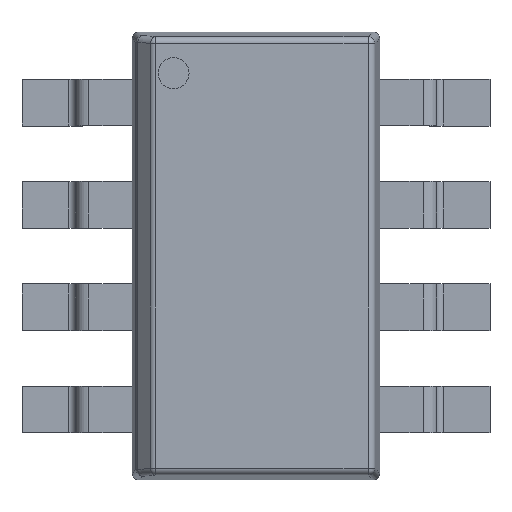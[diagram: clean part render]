
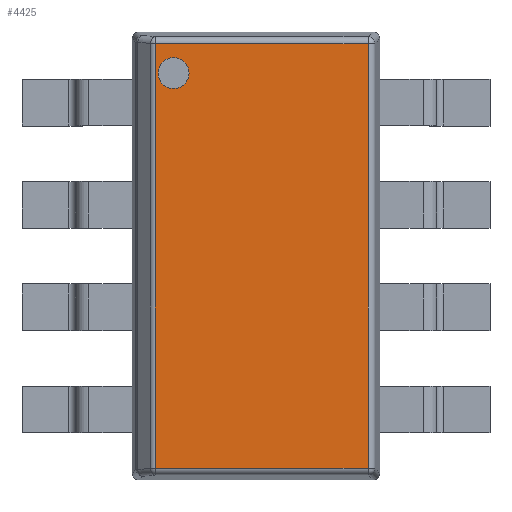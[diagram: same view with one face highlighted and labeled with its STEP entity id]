
A CAD part, top view. The second image highlights one B-rep face of the part: STEP entity #4425.
In plain terms, the highlighted planar face has unit normal (0, 0, 1).
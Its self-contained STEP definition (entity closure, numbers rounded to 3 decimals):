
#3466 = CYLINDRICAL_SURFACE('',#3467,0.1);
#3467 = AXIS2_PLACEMENT_3D('',#3468,#3469,#3470);
#3468 = CARTESIAN_POINT('',(0.3,0.173,1.6));
#3469 = DIRECTION('',(1.,0.,0.));
#3470 = DIRECTION('',(0.,-0.995,0.105));
#3615 = CYLINDRICAL_SURFACE('',#3616,0.1);
#3616 = AXIS2_PLACEMENT_3D('',#3617,#3618,#3619);
#3617 = CARTESIAN_POINT('',(0.3,6.527,1.6));
#3618 = DIRECTION('',(1.,0.,0.));
#3619 = DIRECTION('',(0.,0.995,0.105));
#3691 = CYLINDRICAL_SURFACE('',#3692,0.1);
#3692 = AXIS2_PLACEMENT_3D('',#3693,#3694,#3695);
#3693 = CARTESIAN_POINT('',(3.527,0.083,1.6));
#3694 = DIRECTION('',(0.,1.,0.));
#3695 = DIRECTION('',(0.995,0.,0.105));
#3994 = VERTEX_POINT('',#3995);
#3995 = CARTESIAN_POINT('',(3.527,0.173,1.7));
#4015 = EDGE_CURVE('',#4016,#3994,#4018,.T.);
#4016 = VERTEX_POINT('',#4017);
#4017 = CARTESIAN_POINT('',(0.341,0.173,1.7));
#4018 = SURFACE_CURVE('',#4019,(#4023,#4030),.PCURVE_S1.);
#4019 = LINE('',#4020,#4021);
#4020 = CARTESIAN_POINT('',(0.3,0.173,1.7));
#4021 = VECTOR('',#4022,1.);
#4022 = DIRECTION('',(1.,0.,0.));
#4023 = PCURVE('',#3466,#4024);
#4024 = DEFINITIONAL_REPRESENTATION('',(#4025),#4029);
#4025 = LINE('',#4026,#4027);
#4026 = CARTESIAN_POINT('',(4.817,0.));
#4027 = VECTOR('',#4028,1.);
#4028 = DIRECTION('',(0.,1.));
#4029 = ( GEOMETRIC_REPRESENTATION_CONTEXT(2) 
PARAMETRIC_REPRESENTATION_CONTEXT() REPRESENTATION_CONTEXT('2D SPACE',''
  ) );
#4030 = PCURVE('',#4031,#4036);
#4031 = PLANE('',#4032);
#4032 = AXIS2_PLACEMENT_3D('',#4033,#4034,#4035);
#4033 = CARTESIAN_POINT('',(0.,0.,1.7));
#4034 = DIRECTION('',(0.,0.,1.));
#4035 = DIRECTION('',(1.,0.,0.));
#4036 = DEFINITIONAL_REPRESENTATION('',(#4037),#4041);
#4037 = LINE('',#4038,#4039);
#4038 = CARTESIAN_POINT('',(0.3,0.173));
#4039 = VECTOR('',#4040,1.);
#4040 = DIRECTION('',(1.,0.));
#4041 = ( GEOMETRIC_REPRESENTATION_CONTEXT(2) 
PARAMETRIC_REPRESENTATION_CONTEXT() REPRESENTATION_CONTEXT('2D SPACE',''
  ) );
#4197 = VERTEX_POINT('',#4198);
#4198 = CARTESIAN_POINT('',(0.341,6.527,1.7));
#4235 = EDGE_CURVE('',#4197,#4236,#4238,.T.);
#4236 = VERTEX_POINT('',#4237);
#4237 = CARTESIAN_POINT('',(3.527,6.527,1.7));
#4238 = SURFACE_CURVE('',#4239,(#4243,#4250),.PCURVE_S1.);
#4239 = LINE('',#4240,#4241);
#4240 = CARTESIAN_POINT('',(0.3,6.527,1.7));
#4241 = VECTOR('',#4242,1.);
#4242 = DIRECTION('',(1.,0.,0.));
#4243 = PCURVE('',#3615,#4244);
#4244 = DEFINITIONAL_REPRESENTATION('',(#4245),#4249);
#4245 = LINE('',#4246,#4247);
#4246 = CARTESIAN_POINT('',(1.466,0.));
#4247 = VECTOR('',#4248,1.);
#4248 = DIRECTION('',(0.,1.));
#4249 = ( GEOMETRIC_REPRESENTATION_CONTEXT(2) 
PARAMETRIC_REPRESENTATION_CONTEXT() REPRESENTATION_CONTEXT('2D SPACE',''
  ) );
#4250 = PCURVE('',#4031,#4251);
#4251 = DEFINITIONAL_REPRESENTATION('',(#4252),#4256);
#4252 = LINE('',#4253,#4254);
#4253 = CARTESIAN_POINT('',(0.3,6.527));
#4254 = VECTOR('',#4255,1.);
#4255 = DIRECTION('',(1.,0.));
#4256 = ( GEOMETRIC_REPRESENTATION_CONTEXT(2) 
PARAMETRIC_REPRESENTATION_CONTEXT() REPRESENTATION_CONTEXT('2D SPACE',''
  ) );
#4301 = EDGE_CURVE('',#3994,#4236,#4302,.T.);
#4302 = SURFACE_CURVE('',#4303,(#4307,#4314),.PCURVE_S1.);
#4303 = LINE('',#4304,#4305);
#4304 = CARTESIAN_POINT('',(3.527,0.083,1.7));
#4305 = VECTOR('',#4306,1.);
#4306 = DIRECTION('',(0.,1.,0.));
#4307 = PCURVE('',#3691,#4308);
#4308 = DEFINITIONAL_REPRESENTATION('',(#4309),#4313);
#4309 = LINE('',#4310,#4311);
#4310 = CARTESIAN_POINT('',(4.817,0.));
#4311 = VECTOR('',#4312,1.);
#4312 = DIRECTION('',(0.,1.));
#4313 = ( GEOMETRIC_REPRESENTATION_CONTEXT(2) 
PARAMETRIC_REPRESENTATION_CONTEXT() REPRESENTATION_CONTEXT('2D SPACE',''
  ) );
#4314 = PCURVE('',#4031,#4315);
#4315 = DEFINITIONAL_REPRESENTATION('',(#4316),#4320);
#4316 = LINE('',#4317,#4318);
#4317 = CARTESIAN_POINT('',(3.527,0.083));
#4318 = VECTOR('',#4319,1.);
#4319 = DIRECTION('',(0.,1.));
#4320 = ( GEOMETRIC_REPRESENTATION_CONTEXT(2) 
PARAMETRIC_REPRESENTATION_CONTEXT() REPRESENTATION_CONTEXT('2D SPACE',''
  ) );
#4382 = CYLINDRICAL_SURFACE('',#4383,0.1);
#4383 = AXIS2_PLACEMENT_3D('',#4384,#4385,#4386);
#4384 = CARTESIAN_POINT('',(0.341,0.083,1.6));
#4385 = DIRECTION('',(0.,1.,0.));
#4386 = DIRECTION('',(-0.707,0.,0.707));
#4425 = ADVANCED_FACE('',(#4426,#4452),#4031,.T.);
#4426 = FACE_BOUND('',#4427,.T.);
#4427 = EDGE_LOOP('',(#4428,#4429,#4450,#4451));
#4428 = ORIENTED_EDGE('',*,*,#4235,.F.);
#4429 = ORIENTED_EDGE('',*,*,#4430,.F.);
#4430 = EDGE_CURVE('',#4016,#4197,#4431,.T.);
#4431 = SURFACE_CURVE('',#4432,(#4436,#4443),.PCURVE_S1.);
#4432 = LINE('',#4433,#4434);
#4433 = CARTESIAN_POINT('',(0.341,0.083,1.7));
#4434 = VECTOR('',#4435,1.);
#4435 = DIRECTION('',(0.,1.,0.));
#4436 = PCURVE('',#4031,#4437);
#4437 = DEFINITIONAL_REPRESENTATION('',(#4438),#4442);
#4438 = LINE('',#4439,#4440);
#4439 = CARTESIAN_POINT('',(0.341,0.083));
#4440 = VECTOR('',#4441,1.);
#4441 = DIRECTION('',(0.,1.));
#4442 = ( GEOMETRIC_REPRESENTATION_CONTEXT(2) 
PARAMETRIC_REPRESENTATION_CONTEXT() REPRESENTATION_CONTEXT('2D SPACE',''
  ) );
#4443 = PCURVE('',#4382,#4444);
#4444 = DEFINITIONAL_REPRESENTATION('',(#4445),#4449);
#4445 = LINE('',#4446,#4447);
#4446 = CARTESIAN_POINT('',(0.785,0.));
#4447 = VECTOR('',#4448,1.);
#4448 = DIRECTION('',(0.,1.));
#4449 = ( GEOMETRIC_REPRESENTATION_CONTEXT(2) 
PARAMETRIC_REPRESENTATION_CONTEXT() REPRESENTATION_CONTEXT('2D SPACE',''
  ) );
#4450 = ORIENTED_EDGE('',*,*,#4015,.T.);
#4451 = ORIENTED_EDGE('',*,*,#4301,.T.);
#4452 = FACE_BOUND('',#4453,.T.);
#4453 = EDGE_LOOP('',(#4454));
#4454 = ORIENTED_EDGE('',*,*,#4455,.F.);
#4455 = EDGE_CURVE('',#4456,#4456,#4458,.T.);
#4456 = VERTEX_POINT('',#4457);
#4457 = CARTESIAN_POINT('',(0.848,6.083,1.7));
#4458 = SURFACE_CURVE('',#4459,(#4464,#4471),.PCURVE_S1.);
#4459 = CIRCLE('',#4460,0.231);
#4460 = AXIS2_PLACEMENT_3D('',#4461,#4462,#4463);
#4461 = CARTESIAN_POINT('',(0.617,6.083,1.7));
#4462 = DIRECTION('',(0.,0.,1.));
#4463 = DIRECTION('',(1.,0.,0.));
#4464 = PCURVE('',#4031,#4465);
#4465 = DEFINITIONAL_REPRESENTATION('',(#4466),#4470);
#4466 = CIRCLE('',#4467,0.231);
#4467 = AXIS2_PLACEMENT_2D('',#4468,#4469);
#4468 = CARTESIAN_POINT('',(0.617,6.083));
#4469 = DIRECTION('',(1.,0.));
#4470 = ( GEOMETRIC_REPRESENTATION_CONTEXT(2) 
PARAMETRIC_REPRESENTATION_CONTEXT() REPRESENTATION_CONTEXT('2D SPACE',''
  ) );
#4471 = PCURVE('',#4472,#4477);
#4472 = CYLINDRICAL_SURFACE('',#4473,0.231);
#4473 = AXIS2_PLACEMENT_3D('',#4474,#4475,#4476);
#4474 = CARTESIAN_POINT('',(0.617,6.083,1.6));
#4475 = DIRECTION('',(0.,0.,1.));
#4476 = DIRECTION('',(1.,0.,0.));
#4477 = DEFINITIONAL_REPRESENTATION('',(#4478),#4482);
#4478 = LINE('',#4479,#4480);
#4479 = CARTESIAN_POINT('',(0.,0.1));
#4480 = VECTOR('',#4481,1.);
#4481 = DIRECTION('',(1.,0.));
#4482 = ( GEOMETRIC_REPRESENTATION_CONTEXT(2) 
PARAMETRIC_REPRESENTATION_CONTEXT() REPRESENTATION_CONTEXT('2D SPACE',''
  ) );
